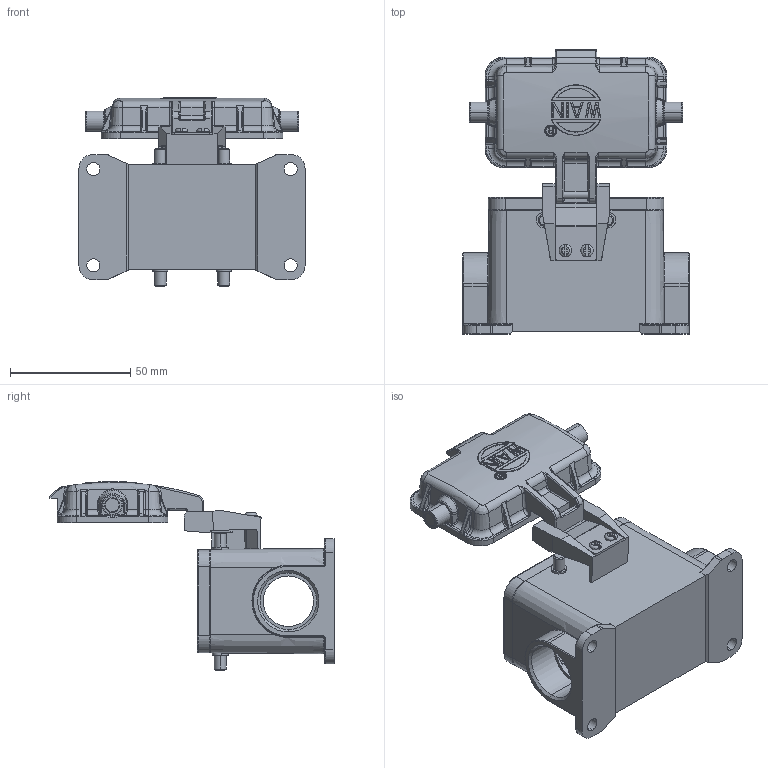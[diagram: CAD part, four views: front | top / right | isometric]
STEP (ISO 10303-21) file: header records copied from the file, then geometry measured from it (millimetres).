
FILE_DESCRIPTION(/* description */ (''),/* implementation_level */ '2;1');
FILE_NAME(/* name */ '3D_1240102701123_HV10B-SF-4B-MCV-2M25_V1.1.STP',/* time_stamp */ '2023-12-07T11:33:53+08:00',/* author */ (''),/* organization */ (''),/* preprocessor_version */ 'ST-DEVELOPER v18.1',/* originating_system */ 'SIEMENS PLM Software NX 1980',/* authorisation */ '');
FILE_SCHEMA (('AUTOMOTIVE_DESIGN { 1 0 10303 214 3 1 1 1 }'));
Products named in the file (1): 1459335C0FF6a47c
Bounding box: 94 x 118.07 x 78.45 mm (x, y, z)
Volume: 94755.1 mm3; surface area: 55976.5 mm2
Topology: 7 solids, 7 shells, 1509 faces, 3765 edges, 2302 vertices
Faces by surface type: cylinder 644, plane 418, torus 264, bspline 88, cone 64, sphere 21, extrusion 8, revolution 2
Entity records: 57624 total; most frequent: CARTESIAN_POINT 24747, ORIENTED_EDGE 7506, DIRECTION 5868, EDGE_CURVE 3753, VERTEX_POINT 2302, AXIS2_PLACEMENT_3D 2225, EDGE_LOOP 1577, ADVANCED_FACE 1509
